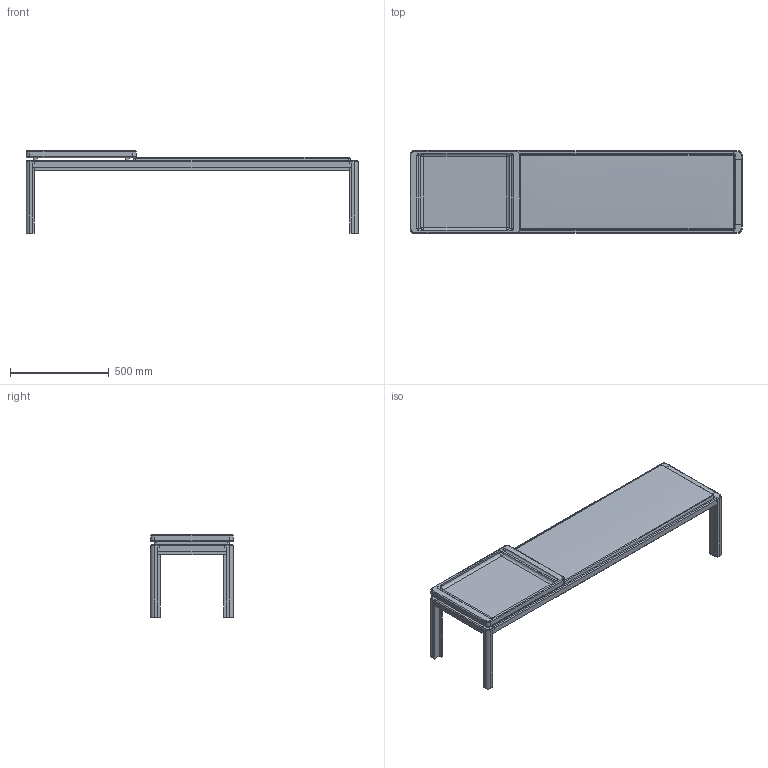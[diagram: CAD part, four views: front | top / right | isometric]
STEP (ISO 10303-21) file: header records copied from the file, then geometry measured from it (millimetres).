
FILE_DESCRIPTION(/* description */ (''),/* implementation_level */ '2;1');
FILE_NAME(/* name */ 'Museum_Bench_CB-31B_3D',/* time_stamp */ '2023-12-07T11:05:03+01:00',/* author */ (''),/* organization */ (''),/* preprocessor_version */ 'ST-DEVELOPER v16.5',/* originating_system */ 'Rhino 7.34',/* authorisation */ '');
FILE_SCHEMA (('AUTOMOTIVE_DESIGN'));
Length unit declared in the file: centimetre
Products named in the file (2): Document; Museum_Bench_CB-31B
Assembly tree (1 placements, depth 2):
  Document
    Museum_Bench_CB-31B
Bounding box: 1685 x 420 x 417 mm (x, y, z)
Volume: 26575878.9 mm3; surface area: 4429159.1 mm2
Topology: 42 solids, 82 shells, 466 faces, 1089 edges, 740 vertices
Faces by surface type: plane 368, cylinder 60, bspline 38
Entity records: 15256 total; most frequent: CARTESIAN_POINT 6938, ORIENTED_EDGE 1966, EDGE_CURVE 1089, B_SPLINE_CURVE_WITH_KNOTS 884, VERTEX_POINT 740, EDGE_LOOP 467, ADVANCED_FACE 466, FACE_OUTER_BOUND 466
